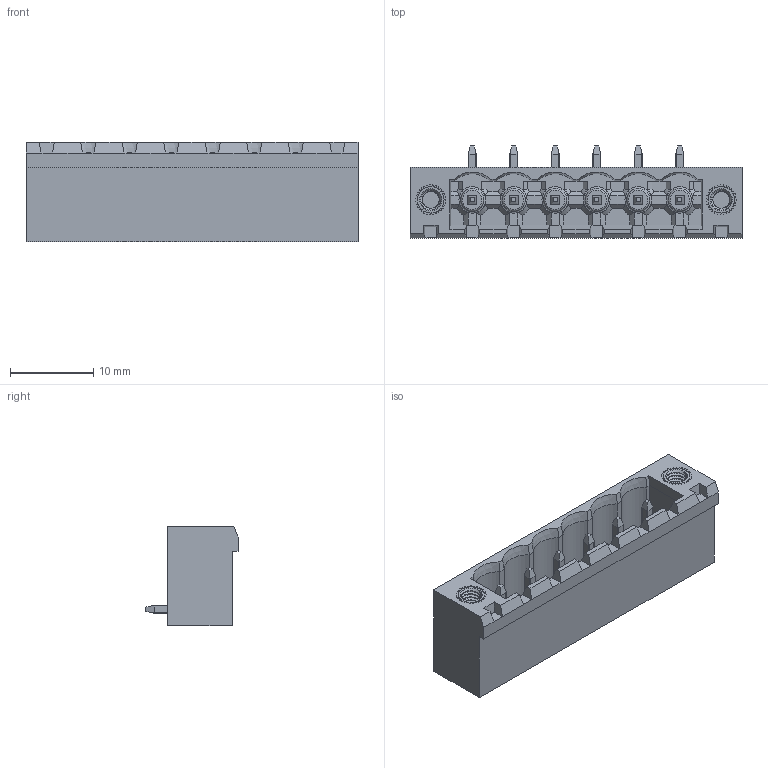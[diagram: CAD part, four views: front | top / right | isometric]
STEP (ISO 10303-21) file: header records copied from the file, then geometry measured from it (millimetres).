
FILE_DESCRIPTION(/* description */ ('Unknown'),/* implementation_level */ '2;1');
FILE_NAME(/* name */ '691701740006B',/* time_stamp */ '2024-01-12T11:14:40+01:00',/* author */ ('Unknown'),/* organization */ ('Unknown'),/* preprocessor_version */ 'ST-DEVELOPER v18.102',/* originating_system */ 'Solid Edge',/* authorisation */ 'Unknown');
FILE_SCHEMA (('AUTOMOTIVE_DESIGN {1 0 10303 214 3 1 1}'));
Length unit declared in the file: millimetre
Products named in the file (4): 6917017400xxB; 691701730006B; 6917015300xxB_Pin; 6917015200xxB_Insert
Assembly tree (9 placements, depth 2):
  6917017400xxB
    691701730006B
    6917015300xxB_Pin  x6
    6917015200xxB_Insert  x2
Bounding box: 40 x 11.1 x 12.01 mm (x, y, z)
Volume: 1899.1 mm3; surface area: 3895.4 mm2
Topology: 9 solids, 9 shells, 1033 faces, 2805 edges, 1812 vertices
Faces by surface type: plane 715, cylinder 220, cone 50, torus 36, sphere 6, bspline 6
Full cylindrical faces by diameter (mm): 3.18 x2, 3.2 x2
Entity records: 23045 total; most frequent: CARTESIAN_POINT 6103, ORIENTED_EDGE 3556, DIRECTION 3329, EDGE_CURVE 1778, LINE 1347, VECTOR 1347, VERTEX_POINT 1157, AXIS2_PLACEMENT_3D 991
